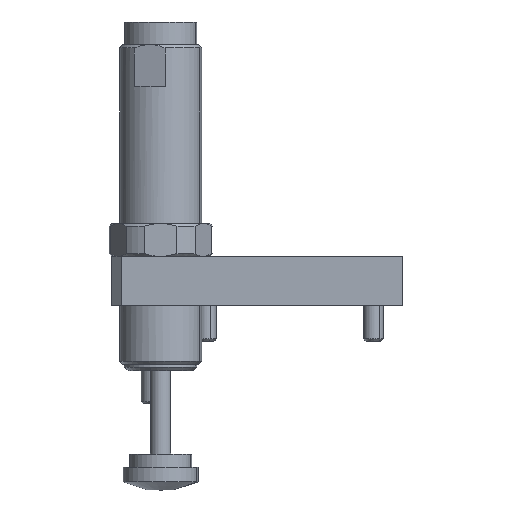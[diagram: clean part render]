
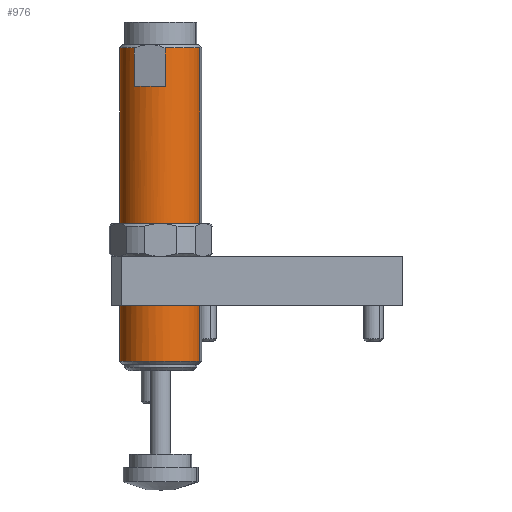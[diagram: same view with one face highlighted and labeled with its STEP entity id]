
A CAD part, left-side view. The second image highlights one B-rep face of the part: STEP entity #976.
In plain terms, the highlighted cylindrical face has radius 12.5 mm (diameter 25 mm), a partial arc.
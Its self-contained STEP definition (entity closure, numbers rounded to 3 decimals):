
#70 = DIRECTION ( 'NONE',  ( -1., 0., 0. ) ) ;
#257 = CARTESIAN_POINT ( 'NONE',  ( -86.9, 0., 0. ) ) ;
#403 = DIRECTION ( 'NONE',  ( 0., 0., 1. ) ) ;
#524 = ORIENTED_EDGE ( 'NONE', *, *, #2234, .T. ) ;
#560 = EDGE_CURVE ( 'NONE', #6930, #3897, #7387, .T. ) ;
#721 = DIRECTION ( 'NONE',  ( 1., 0., 0. ) ) ;
#746 = CARTESIAN_POINT ( 'NONE',  ( 0., -11.5, 4.899 ) ) ;
#955 = ORIENTED_EDGE ( 'NONE', *, *, #5099, .T. ) ;
#976 = ADVANCED_FACE ( 'NONE', ( #1036 ), #6804, .T. ) ;
#1036 = FACE_OUTER_BOUND ( 'NONE', #7366, .T. ) ;
#1150 = VERTEX_POINT ( 'NONE', #3278 ) ;
#1232 = CARTESIAN_POINT ( 'NONE',  ( -98.68, -11.5, -4.899 ) ) ;
#1268 = ORIENTED_EDGE ( 'NONE', *, *, #5110, .T. ) ;
#1428 = CARTESIAN_POINT ( 'NONE',  ( -98.68, 0., 12.5 ) ) ;
#1570 = CARTESIAN_POINT ( 'NONE',  ( -86.9, -11.5, -4.899 ) ) ;
#1635 = CARTESIAN_POINT ( 'NONE',  ( -98.68, 0., -12.5 ) ) ;
#1715 = CARTESIAN_POINT ( 'NONE',  ( 0., -11.5, -4.899 ) ) ;
#1717 = CARTESIAN_POINT ( 'NONE',  ( -98.68, 0., 0. ) ) ;
#1873 = DIRECTION ( 'NONE',  ( 0., 0., 1. ) ) ;
#1935 = CARTESIAN_POINT ( 'NONE',  ( 0., 0., 12.5 ) ) ;
#1996 = ORIENTED_EDGE ( 'NONE', *, *, #2375, .T. ) ;
#2234 = EDGE_CURVE ( 'NONE', #3868, #7369, #5017, .T. ) ;
#2375 = EDGE_CURVE ( 'NONE', #2694, #6930, #5290, .T. ) ;
#2462 = CARTESIAN_POINT ( 'NONE',  ( -2.92, 0., 0. ) ) ;
#2517 = LINE ( 'NONE', #4264, #3650 ) ;
#2546 = DIRECTION ( 'NONE',  ( 0., 0., 1. ) ) ;
#2668 = CARTESIAN_POINT ( 'NONE',  ( -98.68, -11.5, 4.899 ) ) ;
#2694 = VERTEX_POINT ( 'NONE', #6561 ) ;
#3014 = ORIENTED_EDGE ( 'NONE', *, *, #7441, .F. ) ;
#3127 = DIRECTION ( 'NONE',  ( -1., 0., 0. ) ) ;
#3249 = AXIS2_PLACEMENT_3D ( 'NONE', #5651, #7429, #403 ) ;
#3257 = DIRECTION ( 'NONE',  ( 1., 0., 0. ) ) ;
#3278 = CARTESIAN_POINT ( 'NONE',  ( -86.9, -11.5, 4.899 ) ) ;
#3466 = CARTESIAN_POINT ( 'NONE',  ( -2.92, 0., -12.5 ) ) ;
#3534 = EDGE_CURVE ( 'NONE', #1150, #3868, #4078, .T. ) ;
#3650 = VECTOR ( 'NONE', #70, 1000. ) ;
#3731 = DIRECTION ( 'NONE',  ( -1., 0., 0. ) ) ;
#3748 = ORIENTED_EDGE ( 'NONE', *, *, #560, .T. ) ;
#3764 = DIRECTION ( 'NONE',  ( -1., 0., 0. ) ) ;
#3868 = VERTEX_POINT ( 'NONE', #1570 ) ;
#3897 = VERTEX_POINT ( 'NONE', #2668 ) ;
#4041 = DIRECTION ( 'NONE',  ( 0., 0., 1. ) ) ;
#4067 = DIRECTION ( 'NONE',  ( 1., 0., 0. ) ) ;
#4078 = CIRCLE ( 'NONE', #6448, 12.5 ) ;
#4142 = VERTEX_POINT ( 'NONE', #1635 ) ;
#4264 = CARTESIAN_POINT ( 'NONE',  ( 0., 0., -12.5 ) ) ;
#4387 = DIRECTION ( 'NONE',  ( 0., 0., 1. ) ) ;
#4427 = VECTOR ( 'NONE', #721, 1000. ) ;
#4469 = VECTOR ( 'NONE', #3127, 1000. ) ;
#4511 = CIRCLE ( 'NONE', #6393, 12.5 ) ;
#4909 = CARTESIAN_POINT ( 'NONE',  ( 0., 0., 0. ) ) ;
#5017 = LINE ( 'NONE', #1715, #6061 ) ;
#5099 = EDGE_CURVE ( 'NONE', #3897, #1150, #5918, .T. ) ;
#5110 = EDGE_CURVE ( 'NONE', #5988, #2694, #4511, .T. ) ;
#5283 = DIRECTION ( 'NONE',  ( -1., 0., 0. ) ) ;
#5290 = LINE ( 'NONE', #1935, #4469 ) ;
#5509 = ORIENTED_EDGE ( 'NONE', *, *, #3534, .T. ) ;
#5595 = AXIS2_PLACEMENT_3D ( 'NONE', #1717, #4067, #4041 ) ;
#5651 = CARTESIAN_POINT ( 'NONE',  ( -98.68, 0., 0. ) ) ;
#5704 = ORIENTED_EDGE ( 'NONE', *, *, #7120, .T. ) ;
#5918 = LINE ( 'NONE', #746, #4427 ) ;
#5988 = VERTEX_POINT ( 'NONE', #3466 ) ;
#6061 = VECTOR ( 'NONE', #5283, 1000. ) ;
#6393 = AXIS2_PLACEMENT_3D ( 'NONE', #2462, #3764, #2546 ) ;
#6448 = AXIS2_PLACEMENT_3D ( 'NONE', #257, #3257, #4387 ) ;
#6561 = CARTESIAN_POINT ( 'NONE',  ( -2.92, 0., 12.5 ) ) ;
#6804 = CYLINDRICAL_SURFACE ( 'NONE', #7457, 12.5 ) ;
#6930 = VERTEX_POINT ( 'NONE', #1428 ) ;
#7120 = EDGE_CURVE ( 'NONE', #7369, #4142, #7186, .T. ) ;
#7186 = CIRCLE ( 'NONE', #5595, 12.5 ) ;
#7366 = EDGE_LOOP ( 'NONE', ( #3014, #1268, #1996, #3748, #955, #5509, #524, #5704 ) ) ;
#7369 = VERTEX_POINT ( 'NONE', #1232 ) ;
#7387 = CIRCLE ( 'NONE', #3249, 12.5 ) ;
#7429 = DIRECTION ( 'NONE',  ( 1., 0., 0. ) ) ;
#7441 = EDGE_CURVE ( 'NONE', #5988, #4142, #2517, .T. ) ;
#7457 = AXIS2_PLACEMENT_3D ( 'NONE', #4909, #3731, #1873 ) ;
